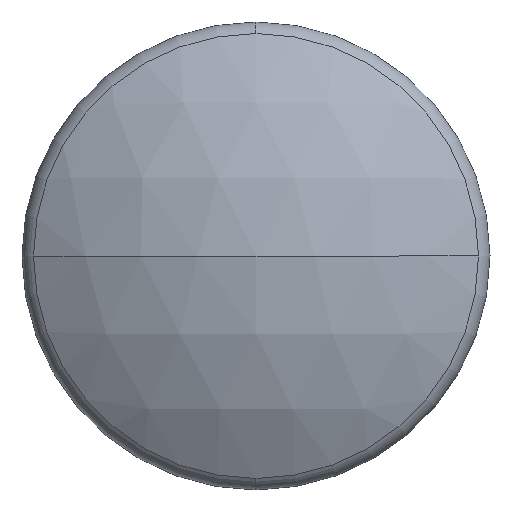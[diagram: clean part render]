
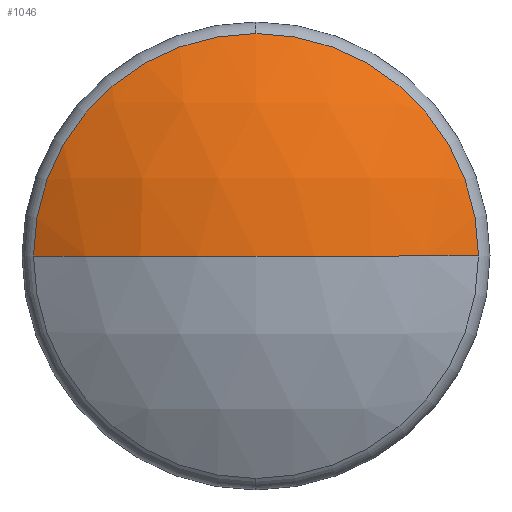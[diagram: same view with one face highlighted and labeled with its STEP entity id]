
A CAD part, left-side view. The second image highlights one B-rep face of the part: STEP entity #1046.
In plain terms, the highlighted spherical face has radius 4.445 mm.
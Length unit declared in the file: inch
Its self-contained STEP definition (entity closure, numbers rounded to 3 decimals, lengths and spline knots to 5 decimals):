
#16 = CARTESIAN_POINT ( 'NONE',  ( -0.14902, -0.56312, 0. ) ) ;
#70 = VERTEX_POINT ( 'NONE', #1059 ) ;
#72 = EDGE_CURVE ( 'NONE', #311, #254, #602, .T. ) ;
#109 = DIRECTION ( 'NONE',  ( 0., 0., -1. ) ) ;
#180 = CIRCLE ( 'NONE', #1086, 0.175 ) ;
#254 = VERTEX_POINT ( 'NONE', #441 ) ;
#261 = DIRECTION ( 'NONE',  ( 0., 1., 0. ) ) ;
#291 = DIRECTION ( 'NONE',  ( 0., 0., 1. ) ) ;
#293 = ORIENTED_EDGE ( 'NONE', *, *, #72, .F. ) ;
#308 = DIRECTION ( 'NONE',  ( 0., 0., -1. ) ) ;
#311 = VERTEX_POINT ( 'NONE', #750 ) ;
#348 = CARTESIAN_POINT ( 'NONE',  ( -0.14902, -0.65487, 0. ) ) ;
#441 = CARTESIAN_POINT ( 'NONE',  ( -0.14902, -0.56312, 0.09174 ) ) ;
#469 = AXIS2_PLACEMENT_3D ( 'NONE', #1107, #546, #1198 ) ;
#493 = VERTEX_POINT ( 'NONE', #348 ) ;
#496 = AXIS2_PLACEMENT_3D ( 'NONE', #16, #680, #109 ) ;
#524 = ORIENTED_EDGE ( 'NONE', *, *, #587, .F. ) ;
#545 = ORIENTED_EDGE ( 'NONE', *, *, #684, .T. ) ;
#546 = DIRECTION ( 'NONE',  ( 1., 0., 0. ) ) ;
#587 = EDGE_CURVE ( 'NONE', #70, #311, #990, .T. ) ;
#592 = AXIS2_PLACEMENT_3D ( 'NONE', #881, #308, #975 ) ;
#602 = CIRCLE ( 'NONE', #496, 0.09174 ) ;
#680 = DIRECTION ( 'NONE',  ( 1., 0., 0. ) ) ;
#684 = EDGE_CURVE ( 'NONE', #70, #493, #180, .T. ) ;
#686 = EDGE_LOOP ( 'NONE', ( #524, #545, #955, #293 ) ) ;
#741 = CARTESIAN_POINT ( 'NONE',  ( 0., -0.56312, 0. ) ) ;
#750 = CARTESIAN_POINT ( 'NONE',  ( -0.14902, -0.47138, 0. ) ) ;
#832 = FACE_OUTER_BOUND ( 'NONE', #686, .T. ) ;
#837 = DIRECTION ( 'NONE',  ( 0., 0., 1. ) ) ;
#864 = CARTESIAN_POINT ( 'NONE',  ( 0., -0.56312, 0. ) ) ;
#865 = CIRCLE ( 'NONE', #469, 0.09174 ) ;
#881 = CARTESIAN_POINT ( 'NONE',  ( 0., -0.56312, 0. ) ) ;
#917 = AXIS2_PLACEMENT_3D ( 'NONE', #741, #837, #261 ) ;
#955 = ORIENTED_EDGE ( 'NONE', *, *, #994, .F. ) ;
#960 = DIRECTION ( 'NONE',  ( 0., -1., 0. ) ) ;
#975 = DIRECTION ( 'NONE',  ( -1., 0., 0. ) ) ;
#990 = CIRCLE ( 'NONE', #592, 0.175 ) ;
#994 = EDGE_CURVE ( 'NONE', #254, #493, #865, .T. ) ;
#1046 = ADVANCED_FACE ( 'NONE', ( #832 ), #1084, .T. ) ;
#1059 = CARTESIAN_POINT ( 'NONE',  ( -0.175, -0.56312, 0. ) ) ;
#1084 = SPHERICAL_SURFACE ( 'NONE', #917, 0.175 ) ;
#1086 = AXIS2_PLACEMENT_3D ( 'NONE', #864, #291, #960 ) ;
#1107 = CARTESIAN_POINT ( 'NONE',  ( -0.14902, -0.56312, 0. ) ) ;
#1198 = DIRECTION ( 'NONE',  ( 0., 0., -1. ) ) ;
